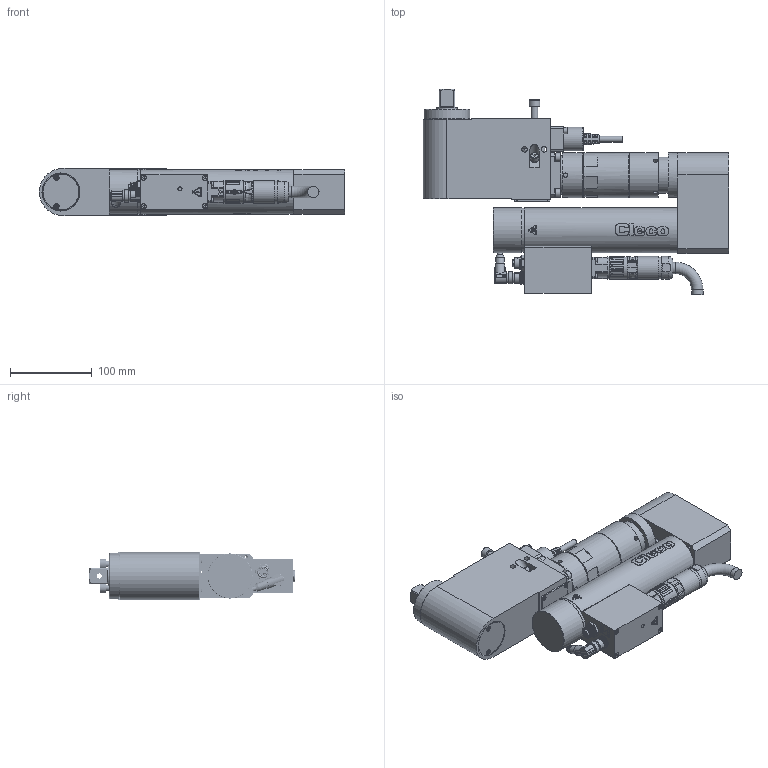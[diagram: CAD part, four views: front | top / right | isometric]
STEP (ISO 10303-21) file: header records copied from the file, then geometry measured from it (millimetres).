
FILE_DESCRIPTION(/* description */ (''),/* implementation_level */ '2;1');
FILE_NAME(/* name */ '2BDU200T1A-A_IAM_001.iam.step',/* time_stamp */ '2021-07-21T07:44:36+02:00',/* author */ ('cideon'),/* organization */ (''),/* preprocessor_version */ 'ST-DEVELOPER v17.2',/* originating_system */ 'Autodesk Inventor 2019',/* authorisation */ '');
FILE_SCHEMA (('AUTOMOTIVE_DESIGN { 1 0 10303 214 3 1 1 }'));
Length unit declared in the file: centimetre
Products named in the file (1): Bauteil30
Bounding box: 373.95 x 251.87 x 58 mm (x, y, z)
Volume: 2196824.3 mm3; surface area: 319610.2 mm2
Topology: 1 solids, 1 shells, 4172 faces, 12017 edges, 7950 vertices
Faces by surface type: plane 2456, cylinder 953, cone 298, bspline 274, torus 179, sphere 12
Full cylindrical faces by diameter (mm): 0.434 x2, 0.6 x6, 0.9 x8, 1.6 x1, 1.83 x2, 2 x1, 2.1 x2, 2.5 x4, 2.8 x3, 3 x2, 3.3 x4, 3.4 x3, 3.5 x1, 4 x11, 4.3 x8, 4.5 x1, 5 x5, 5.1 x10, 5.3 x2, 5.5 x9, 5.6 x4, 5.9 x1, 6 x10, 6.2 x1, 6.3 x1, 6.6 x4, 6.8 x4, 7 x4, 7.25 x4, 7.3 x1
Entity records: 193167 total; most frequent: CARTESIAN_POINT 80353, ORIENTED_EDGE 23960, DIRECTION 21524, EDGE_CURVE 11980, VERTEX_POINT 7949, AXIS2_PLACEMENT_3D 7601, LINE 6322, VECTOR 6322
